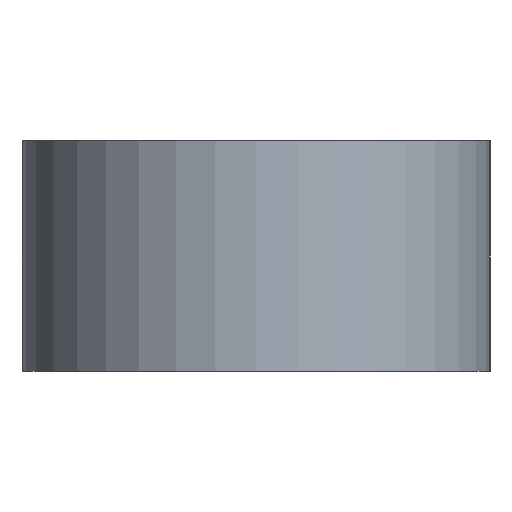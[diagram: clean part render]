
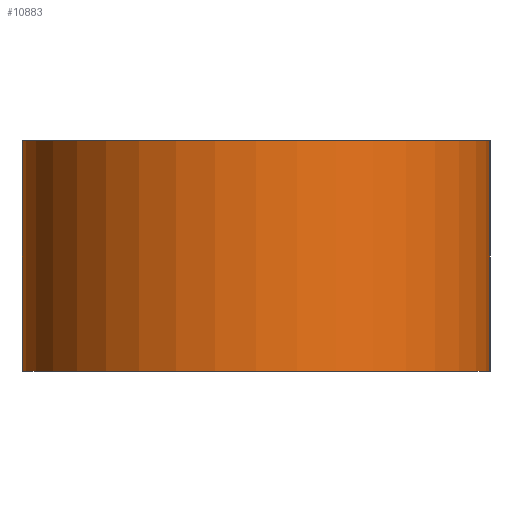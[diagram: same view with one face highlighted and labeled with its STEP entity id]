
A CAD part, left-side view. The second image highlights one B-rep face of the part: STEP entity #10883.
In plain terms, the highlighted cylindrical face has radius 6.5 mm (diameter 13 mm), a partial arc.
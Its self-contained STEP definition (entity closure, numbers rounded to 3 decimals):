
#2104 = VERTEX_POINT ( 'NONE', #2761 ) ;
#2761 = CARTESIAN_POINT ( 'NONE',  ( -100., 6.5, -3.2 ) ) ;
#2884 = CIRCLE ( 'NONE', #3084, 6.5 ) ;
#2912 = CIRCLE ( 'NONE', #3116, 6.5 ) ;
#2924 = VECTOR ( 'NONE', #12805, 1000. ) ;
#2963 = LINE ( 'NONE', #12919, #2924 ) ;
#3084 = AXIS2_PLACEMENT_3D ( 'NONE', #11866, #11835, #11805 ) ;
#3116 = AXIS2_PLACEMENT_3D ( 'NONE', #12560, #12546, #12516 ) ;
#3779 = VECTOR ( 'NONE', #12472, 1000. ) ;
#3783 = LINE ( 'NONE', #12781, #3779 ) ;
#4753 = CYLINDRICAL_SURFACE ( 'NONE', #12147, 6.5 ) ;
#4776 = FACE_OUTER_BOUND ( 'NONE', #9897, .T. ) ;
#6048 = CARTESIAN_POINT ( 'NONE',  ( -100., 6.5, 3.2 ) ) ;
#6225 = EDGE_CURVE ( 'NONE', #2104, #8076, #3783, .T. ) ;
#6317 = CARTESIAN_POINT ( 'NONE',  ( -100., -6.5, -3.2 ) ) ;
#6336 = CARTESIAN_POINT ( 'NONE',  ( -100., -6.5, 3.2 ) ) ;
#6662 = EDGE_CURVE ( 'NONE', #13819, #13328, #2963, .T. ) ;
#6683 = EDGE_CURVE ( 'NONE', #13328, #8076, #2912, .T. ) ;
#6740 = EDGE_CURVE ( 'NONE', #13819, #2104, #2884, .T. ) ;
#8076 = VERTEX_POINT ( 'NONE', #6048 ) ;
#9897 = EDGE_LOOP ( 'NONE', ( #13337, #13339, #13393, #13435 ) ) ;
#10883 = ADVANCED_FACE ( 'NONE', ( #4776 ), #4753, .T. ) ;
#11805 = DIRECTION ( 'NONE',  ( -1., 0., 0. ) ) ;
#11835 = DIRECTION ( 'NONE',  ( 0., 0., -1. ) ) ;
#11866 = CARTESIAN_POINT ( 'NONE',  ( -100., 0., -3.2 ) ) ;
#12147 = AXIS2_PLACEMENT_3D ( 'NONE', #12343, #12207, #12189 ) ;
#12189 = DIRECTION ( 'NONE',  ( -1., 0., 0. ) ) ;
#12207 = DIRECTION ( 'NONE',  ( 0., 0., -1. ) ) ;
#12343 = CARTESIAN_POINT ( 'NONE',  ( -100., 0., 0. ) ) ;
#12472 = DIRECTION ( 'NONE',  ( 0., 0., 1. ) ) ;
#12516 = DIRECTION ( 'NONE',  ( -1., 0., 0. ) ) ;
#12546 = DIRECTION ( 'NONE',  ( 0., 0., -1. ) ) ;
#12560 = CARTESIAN_POINT ( 'NONE',  ( -100., 0., 3.2 ) ) ;
#12781 = CARTESIAN_POINT ( 'NONE',  ( -100., 6.5, 3.2 ) ) ;
#12805 = DIRECTION ( 'NONE',  ( 0., 0., 1. ) ) ;
#12919 = CARTESIAN_POINT ( 'NONE',  ( -100., -6.5, 3.2 ) ) ;
#13328 = VERTEX_POINT ( 'NONE', #6336 ) ;
#13337 = ORIENTED_EDGE ( 'NONE', *, *, #6662, .T. ) ;
#13339 = ORIENTED_EDGE ( 'NONE', *, *, #6683, .T. ) ;
#13393 = ORIENTED_EDGE ( 'NONE', *, *, #6225, .F. ) ;
#13435 = ORIENTED_EDGE ( 'NONE', *, *, #6740, .F. ) ;
#13819 = VERTEX_POINT ( 'NONE', #6317 ) ;
